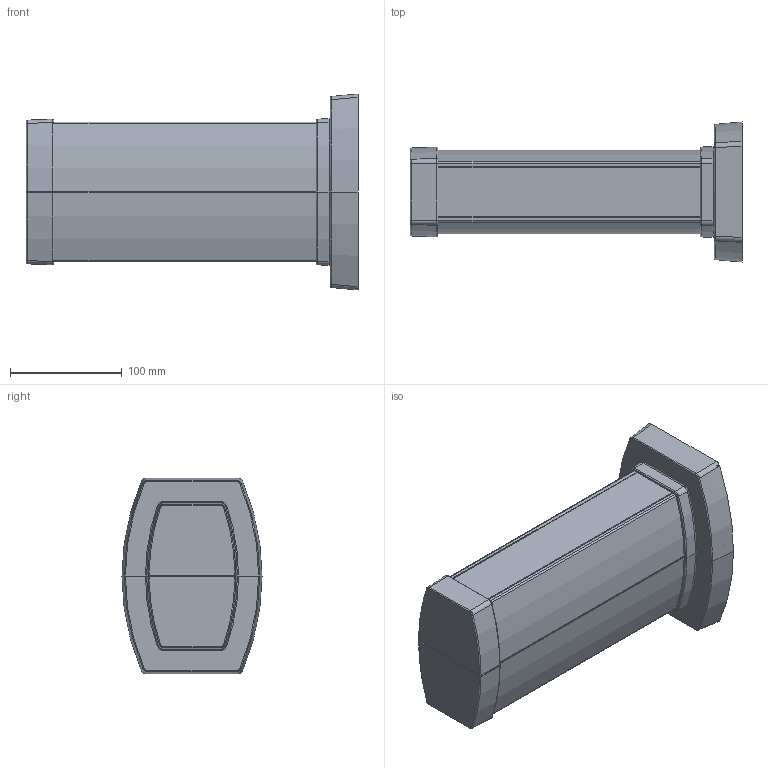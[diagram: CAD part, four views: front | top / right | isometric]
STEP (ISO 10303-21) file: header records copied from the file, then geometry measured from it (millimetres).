
FILE_DESCRIPTION(('CATIA V5 STEP Exchange','CAx-IF Rec.Pracs.--- Model Styling and Organization---1.4--- 2014-01-23'),'2;1');
FILE_NAME('653020-021-022.stp','2019-06-04T07:11:32+00:00',('none'),('none'),'CATIA Version 5-6 Release 2017 SP3','CATIA V5 STEP AP214','none');
FILE_SCHEMA(('AUTOMOTIVE_DESIGN { 1 0 10303 214 1 1 1 1 }'));
Length unit declared in the file: millimetre
Products named in the file (1): 653020-021-022
Bounding box: 297.5 x 125.5 x 175.5 mm (x, y, z)
Volume: 429772.3 mm3; surface area: 518088.1 mm2
Topology: 8 solids, 8 shells, 6503 faces, 18804 edges, 12394 vertices
Faces by surface type: plane 5397, cylinder 804, bspline 150, cone 84, torus 56, extrusion 8, sphere 4
Entity records: 213220 total; most frequent: CARTESIAN_POINT 51207, ORIENTED_EDGE 37600, DIRECTION 26853, EDGE_CURVE 18800, VECTOR 13689, LINE 13681, VERTEX_POINT 12394, AXIS2_PLACEMENT_3D 7265
